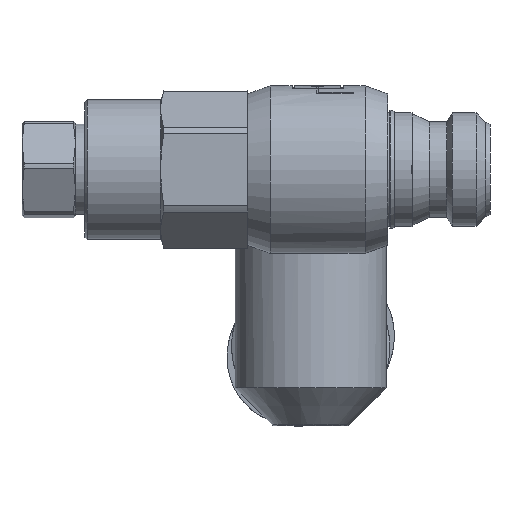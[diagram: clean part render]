
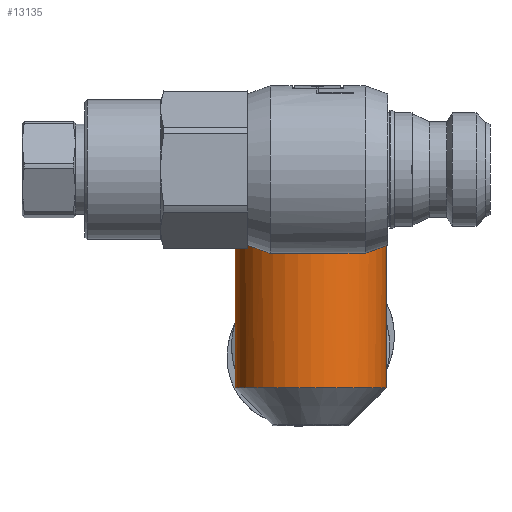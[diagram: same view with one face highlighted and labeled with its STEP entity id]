
A CAD part, left-side view. The second image highlights one B-rep face of the part: STEP entity #13135.
In plain terms, the highlighted cylindrical face has radius 6.5 mm (diameter 13 mm), a full revolution.
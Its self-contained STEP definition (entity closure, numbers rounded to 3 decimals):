
#12982=CARTESIAN_POINT('',(2.935,3.55,-5.8));
#12983=VERTEX_POINT('',#12982);
#13003=CARTESIAN_POINT('',(2.935,3.55,5.8));
#13004=VERTEX_POINT('',#13003);
#13005=CARTESIAN_POINT('',(0.0,3.55,0.0));
#13006=DIRECTION('',(0.0,-1.0,0.0));
#13007=DIRECTION('',(-1.0,0.0,0.0));
#13008=AXIS2_PLACEMENT_3D('',#13005,#13006,#13007);
#13009=CIRCLE('',#13008,6.5);
#13010=EDGE_CURVE('',#13004,#12983,#13009,.T.);
#13045=CARTESIAN_POINT('',(0.0,-2.825,0.0));
#13046=DIRECTION('',(0.0,-1.0,0.0));
#13047=DIRECTION('',(-1.0,0.0,0.0));
#13048=AXIS2_PLACEMENT_3D('',#13045,#13046,#13047);
#13049=CYLINDRICAL_SURFACE('',#13048,6.5);
#13050=CARTESIAN_POINT('',(-6.5,-9.2,0.0));
#13051=VERTEX_POINT('',#13050);
#13052=CARTESIAN_POINT('',(0.0,-9.2,0.0));
#13053=DIRECTION('',(0.0,-1.0,0.0));
#13054=DIRECTION('',(-1.0,0.0,0.0));
#13055=AXIS2_PLACEMENT_3D('',#13052,#13053,#13054);
#13056=CIRCLE('',#13055,6.5);
#13057=EDGE_CURVE('',#13051,#13051,#13056,.T.);
#13058=ORIENTED_EDGE('',*,*,#13057,.F.);
#13059=EDGE_LOOP('',(#13058));
#13060=FACE_OUTER_BOUND('',#13059,.T.);
#13061=CARTESIAN_POINT('',(1.136,2.298,6.4));
#13062=VERTEX_POINT('',#13061);
#13063=CARTESIAN_POINT('',(2.935,3.55,5.8));
#13064=CARTESIAN_POINT('',(2.794,3.434,5.871));
#13065=CARTESIAN_POINT('',(2.652,3.319,5.936));
#13066=CARTESIAN_POINT('',(2.127,2.908,6.156));
#13067=CARTESIAN_POINT('',(1.741,2.628,6.276));
#13068=CARTESIAN_POINT('',(1.269,2.366,6.375));
#13069=CARTESIAN_POINT('',(1.203,2.331,6.388));
#13070=CARTESIAN_POINT('',(1.136,2.298,6.4));
#13071=B_SPLINE_CURVE_WITH_KNOTS('',3,(#13063,#13064,#13065,#13066,#13067,#13068,#13069,#13070),.UNSPECIFIED.,.F.,.U.,(4,2,2,4),(1.922,1.98,2.133,2.157),.UNSPECIFIED.);
#13072=EDGE_CURVE('',#13004,#13062,#13071,.T.);
#13073=ORIENTED_EDGE('',*,*,#13072,.F.);
#13074=ORIENTED_EDGE('',*,*,#13010,.T.);
#13075=CARTESIAN_POINT('',(1.136,2.298,-6.4));
#13076=VERTEX_POINT('',#13075);
#13077=CARTESIAN_POINT('',(1.136,2.298,-6.4));
#13078=CARTESIAN_POINT('',(1.203,2.331,-6.388));
#13079=CARTESIAN_POINT('',(1.269,2.366,-6.375));
#13080=CARTESIAN_POINT('',(1.741,2.628,-6.276));
#13081=CARTESIAN_POINT('',(2.127,2.908,-6.156));
#13082=CARTESIAN_POINT('',(2.652,3.319,-5.936));
#13083=CARTESIAN_POINT('',(2.794,3.434,-5.871));
#13084=CARTESIAN_POINT('',(2.935,3.55,-5.8));
#13085=B_SPLINE_CURVE_WITH_KNOTS('',3,(#13077,#13078,#13079,#13080,#13081,#13082,#13083,#13084),.UNSPECIFIED.,.F.,.U.,(4,2,2,4),(0.128,0.153,0.305,0.363),.UNSPECIFIED.);
#13086=EDGE_CURVE('',#13076,#12983,#13085,.T.);
#13087=ORIENTED_EDGE('',*,*,#13086,.F.);
#13088=CARTESIAN_POINT('',(1.136,-2.298,-6.4));
#13089=VERTEX_POINT('',#13088);
#13090=CARTESIAN_POINT('',(1.136,-2.298,-6.4));
#13091=DIRECTION('',(0.0,1.0,0.0));
#13092=VECTOR('',#13091,4.596);
#13093=LINE('',#13090,#13092);
#13094=EDGE_CURVE('',#13089,#13076,#13093,.T.);
#13095=ORIENTED_EDGE('',*,*,#13094,.F.);
#13096=CARTESIAN_POINT('',(1.136,-2.298,6.4));
#13097=VERTEX_POINT('',#13096);
#13098=CARTESIAN_POINT('',(1.136,-2.298,6.4));
#13099=CARTESIAN_POINT('',(1.203,-2.331,6.388));
#13100=CARTESIAN_POINT('',(1.269,-2.366,6.375));
#13101=CARTESIAN_POINT('',(1.741,-2.628,6.276));
#13102=CARTESIAN_POINT('',(2.127,-2.908,6.156));
#13103=CARTESIAN_POINT('',(3.27,-3.802,5.678));
#13104=CARTESIAN_POINT('',(3.993,-4.458,5.2));
#13105=CARTESIAN_POINT('',(5.122,-5.494,4.07));
#13106=CARTESIAN_POINT('',(5.618,-5.962,3.382));
#13107=CARTESIAN_POINT('',(6.136,-6.452,2.189));
#13108=CARTESIAN_POINT('',(6.272,-6.582,1.765));
#13109=CARTESIAN_POINT('',(6.454,-6.756,0.892));
#13110=CARTESIAN_POINT('',(6.5,-6.8,0.444));
#13111=CARTESIAN_POINT('',(6.5,-6.8,-0.444));
#13112=CARTESIAN_POINT('',(6.454,-6.756,-0.892));
#13113=CARTESIAN_POINT('',(6.272,-6.582,-1.765));
#13114=CARTESIAN_POINT('',(6.136,-6.452,-2.189));
#13115=CARTESIAN_POINT('',(5.618,-5.962,-3.382));
#13116=CARTESIAN_POINT('',(5.122,-5.494,-4.07));
#13117=CARTESIAN_POINT('',(3.993,-4.458,-5.2));
#13118=CARTESIAN_POINT('',(3.27,-3.802,-5.678));
#13119=CARTESIAN_POINT('',(2.127,-2.908,-6.156));
#13120=CARTESIAN_POINT('',(1.741,-2.628,-6.276));
#13121=CARTESIAN_POINT('',(1.269,-2.366,-6.375));
#13122=CARTESIAN_POINT('',(1.203,-2.331,-6.388));
#13123=CARTESIAN_POINT('',(1.136,-2.298,-6.4));
#13124=B_SPLINE_CURVE_WITH_KNOTS('',3,(#13098,#13099,#13100,#13101,#13102,#13103,#13104,#13105,#13106,#13107,#13108,#13109,#13110,#13111,#13112,#13113,#13114,#13115,#13116,#13117,#13118,#13119,#13120,#13121,#13122,#13123),.UNSPECIFIED.,.F.,.U.,(4,2,2,2,2,2,2,2,2,2,2,2,4),(-2.157,-2.133,-1.98,-1.675,-1.409,-1.276,-1.143,-1.009,-0.876,-0.61,-0.305,-0.153,-0.128),.UNSPECIFIED.);
#13125=EDGE_CURVE('',#13097,#13089,#13124,.T.);
#13126=ORIENTED_EDGE('',*,*,#13125,.F.);
#13127=CARTESIAN_POINT('',(1.136,2.298,6.4));
#13128=DIRECTION('',(0.0,-1.0,0.0));
#13129=VECTOR('',#13128,4.596);
#13130=LINE('',#13127,#13129);
#13131=EDGE_CURVE('',#13062,#13097,#13130,.T.);
#13132=ORIENTED_EDGE('',*,*,#13131,.F.);
#13133=EDGE_LOOP('',(#13073,#13074,#13087,#13095,#13126,#13132));
#13134=FACE_BOUND('',#13133,.T.);
#13135=ADVANCED_FACE('',(#13060,#13134),#13049,.T.);
